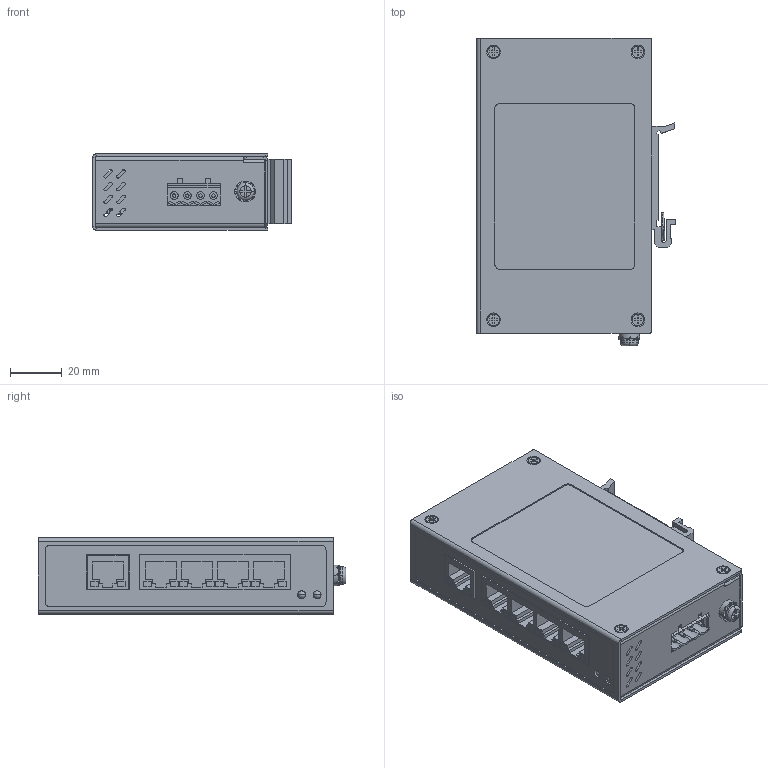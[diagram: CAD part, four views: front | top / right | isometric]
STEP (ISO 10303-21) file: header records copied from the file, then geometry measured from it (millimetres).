
FILE_DESCRIPTION((''),'2;1');
FILE_NAME('302210201-OPAL5-5T-LV-LV_ASM','2023-08-30T11:39:47',('wangzixiong'),(''),'CREO PARAMETRIC BY PTC INC, 2021023','CREO PARAMETRIC BY PTC INC, 2021023','');
FILE_SCHEMA(('AUTOMOTIVE_DESIGN { 1 0 10303 214 1 1 1 1 }'));
Length unit declared in the file: millimetre
Products named in the file (16): OPAL5-0001; OPAL5-5T00; 107022012-1-4RJ45-OPAL5; 107022033-1-1RJ45-OPAL5; 107011520-4-508-JH-90; M40001; M40003; M40004; M40002_ASM; _25MM00; _25MM0003; _25MM0001_ASM; 0; M3X60001; M2-5X40001; 302210201-OPAL5-5T-LV-LV_ASM
Assembly tree (24 placements, depth 3):
  302210201-OPAL5-5T-LV-LV_ASM
    OPAL5-0001
    OPAL5-5T00
    107022012-1-4RJ45-OPAL5
    107022033-1-1RJ45-OPAL5
    107011520-4-508-JH-90
    M40001
    M40002_ASM
      M40003
      M40004
    _25MM0001_ASM
      _25MM00
      _25MM0003
    0  x2
    M3X60001  x2
    M2-5X40001  x8
Bounding box: 77.4 x 119.45 x 29.6 mm (x, y, z)
Volume: 52457.2 mm3; surface area: 81463.1 mm2
Topology: 22 solids, 22 shells, 1292 faces, 3403 edges, 2218 vertices
Faces by surface type: plane 740, cylinder 452, cone 42, torus 34, extrusion 16, bspline 4, sphere 4
Entity records: 40748 total; most frequent: CARTESIAN_POINT 6975, DIRECTION 6051, ORIENTED_EDGE 5918, EDGE_CURVE 2959, AXIS2_PLACEMENT_3D 2063, VERTEX_POINT 1929, VECTOR 1925, LINE 1909
